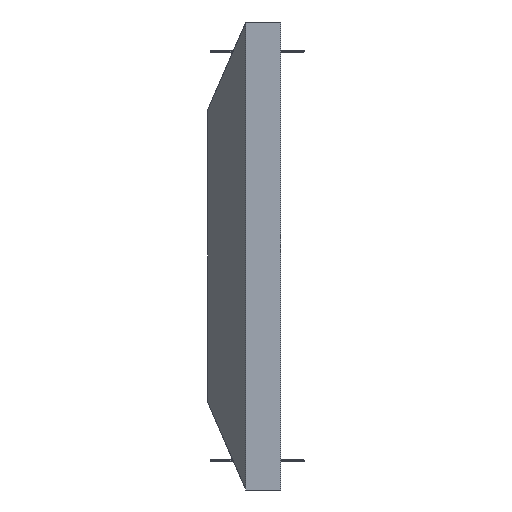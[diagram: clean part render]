
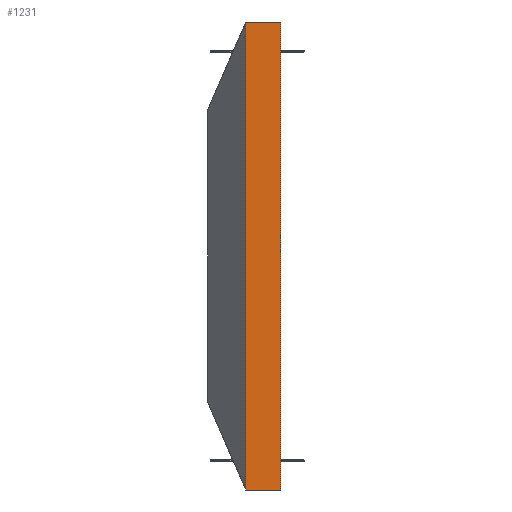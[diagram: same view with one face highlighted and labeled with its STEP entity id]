
A CAD part, left-side view. The second image highlights one B-rep face of the part: STEP entity #1231.
In plain terms, the highlighted planar face has unit normal (-1, 0, 0).
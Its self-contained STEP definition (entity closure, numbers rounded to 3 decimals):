
#81 = VECTOR ( 'NONE', #130, 1000. ) ;
#130 = DIRECTION ( 'NONE',  ( 0., 0., -1. ) ) ;
#169 = CARTESIAN_POINT ( 'NONE',  ( -1150., 120., 800. ) ) ;
#171 = DIRECTION ( 'NONE',  ( 0., 0., -1. ) ) ;
#222 = DIRECTION ( 'NONE',  ( -1., 0., 0. ) ) ;
#346 = EDGE_CURVE ( 'NONE', #591, #1859, #1862, .T. ) ;
#384 = VECTOR ( 'NONE', #430, 1000. ) ;
#430 = DIRECTION ( 'NONE',  ( 0., -1., 0. ) ) ;
#503 = DIRECTION ( 'NONE',  ( 0., 0., 1. ) ) ;
#520 = CARTESIAN_POINT ( 'NONE',  ( -1150., 0., 800. ) ) ;
#591 = VERTEX_POINT ( 'NONE', #1531 ) ;
#734 = FACE_OUTER_BOUND ( 'NONE', #1059, .T. ) ;
#772 = CARTESIAN_POINT ( 'NONE',  ( -1150., 0., 800. ) ) ;
#776 = ORIENTED_EDGE ( 'NONE', *, *, #1737, .T. ) ;
#802 = DIRECTION ( 'NONE',  ( 0., -1., 0. ) ) ;
#953 = VECTOR ( 'NONE', #802, 1000. ) ;
#1054 = ORIENTED_EDGE ( 'NONE', *, *, #1407, .F. ) ;
#1059 = EDGE_LOOP ( 'NONE', ( #1054, #1225, #776, #1634 ) ) ;
#1162 = CARTESIAN_POINT ( 'NONE',  ( -1150., 120., 800. ) ) ;
#1223 = VERTEX_POINT ( 'NONE', #2029 ) ;
#1225 = ORIENTED_EDGE ( 'NONE', *, *, #1461, .F. ) ;
#1231 = ADVANCED_FACE ( 'NONE', ( #734 ), #1516, .T. ) ;
#1289 = LINE ( 'NONE', #1162, #1387 ) ;
#1387 = VECTOR ( 'NONE', #171, 1000. ) ;
#1407 = EDGE_CURVE ( 'NONE', #1586, #1859, #1673, .T. ) ;
#1461 = EDGE_CURVE ( 'NONE', #1223, #1586, #2034, .T. ) ;
#1516 = PLANE ( 'NONE',  #1952 ) ;
#1531 = CARTESIAN_POINT ( 'NONE',  ( -1150., 120., -800. ) ) ;
#1586 = VERTEX_POINT ( 'NONE', #520 ) ;
#1615 = CARTESIAN_POINT ( 'NONE',  ( -1150., 120., -800. ) ) ;
#1634 = ORIENTED_EDGE ( 'NONE', *, *, #346, .T. ) ;
#1673 = LINE ( 'NONE', #772, #81 ) ;
#1674 = CARTESIAN_POINT ( 'NONE',  ( -1150., 0., -800. ) ) ;
#1737 = EDGE_CURVE ( 'NONE', #1223, #591, #1289, .T. ) ;
#1859 = VERTEX_POINT ( 'NONE', #1674 ) ;
#1862 = LINE ( 'NONE', #1615, #953 ) ;
#1952 = AXIS2_PLACEMENT_3D ( 'NONE', #169, #222, #503 ) ;
#2029 = CARTESIAN_POINT ( 'NONE',  ( -1150., 120., 800. ) ) ;
#2034 = LINE ( 'NONE', #2082, #384 ) ;
#2082 = CARTESIAN_POINT ( 'NONE',  ( -1150., 120., 800. ) ) ;
